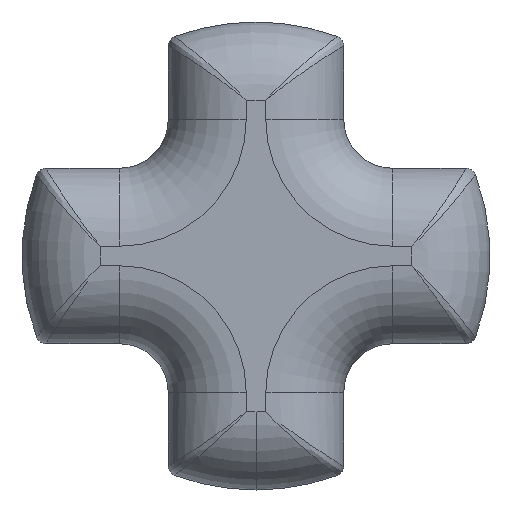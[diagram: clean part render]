
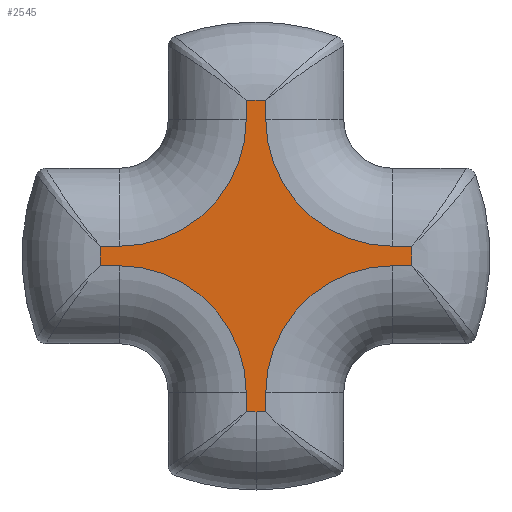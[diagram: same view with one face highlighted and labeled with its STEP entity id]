
A CAD part, left-side view. The second image highlights one B-rep face of the part: STEP entity #2545.
In plain terms, the highlighted planar face has unit normal (-1, 0, 0).
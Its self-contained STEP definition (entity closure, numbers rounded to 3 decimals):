
#25 = EDGE_CURVE ( 'NONE', #2501, #2135, #524, .T. ) ;
#55 = EDGE_CURVE ( 'NONE', #821, #960, #442, .T. ) ;
#116 = CARTESIAN_POINT ( 'NONE',  ( 0., -0.1, 1.597 ) ) ;
#121 = CARTESIAN_POINT ( 'NONE',  ( 0., 1.597, 0.1 ) ) ;
#132 = EDGE_CURVE ( 'NONE', #960, #1129, #861, .T. ) ;
#136 = DIRECTION ( 'NONE',  ( 0., 0., -1. ) ) ;
#146 = EDGE_CURVE ( 'NONE', #2406, #2071, #1902, .T. ) ;
#150 = ORIENTED_EDGE ( 'NONE', *, *, #25, .T. ) ;
#167 = DIRECTION ( 'NONE',  ( -1., 0., 0. ) ) ;
#168 = EDGE_CURVE ( 'NONE', #1489, #2445, #1032, .T. ) ;
#185 = DIRECTION ( 'NONE',  ( 0., 1., 0. ) ) ;
#187 = CARTESIAN_POINT ( 'NONE',  ( 0., 0.1, 1.597 ) ) ;
#218 = CARTESIAN_POINT ( 'NONE',  ( 0., 0., 0. ) ) ;
#263 = ORIENTED_EDGE ( 'NONE', *, *, #2114, .T. ) ;
#277 = DIRECTION ( 'NONE',  ( 0., 1., 0. ) ) ;
#295 = EDGE_CURVE ( 'NONE', #1641, #821, #594, .T. ) ;
#321 = CARTESIAN_POINT ( 'NONE',  ( 0., -1.597, -0.1 ) ) ;
#328 = EDGE_CURVE ( 'NONE', #2445, #2501, #2535, .T. ) ;
#332 = CARTESIAN_POINT ( 'NONE',  ( 0., -0.1, 1.4 ) ) ;
#333 = LINE ( 'NONE', #2121, #787 ) ;
#351 = CIRCLE ( 'NONE', #2264, 1.6 ) ;
#354 = LINE ( 'NONE', #462, #2352 ) ;
#363 = ORIENTED_EDGE ( 'NONE', *, *, #146, .T. ) ;
#442 = LINE ( 'NONE', #819, #1431 ) ;
#462 = CARTESIAN_POINT ( 'NONE',  ( 0., 0., 0.1 ) ) ;
#475 = ORIENTED_EDGE ( 'NONE', *, *, #1341, .T. ) ;
#476 = CARTESIAN_POINT ( 'NONE',  ( 0., -0.1, -1.597 ) ) ;
#524 = CIRCLE ( 'NONE', #2523, 1.3 ) ;
#558 = ORIENTED_EDGE ( 'NONE', *, *, #132, .T. ) ;
#575 = CARTESIAN_POINT ( 'NONE',  ( 0., -1.4, 0.1 ) ) ;
#576 = EDGE_CURVE ( 'NONE', #1941, #1922, #1780, .T. ) ;
#594 = CIRCLE ( 'NONE', #1750, 1.3 ) ;
#602 = DIRECTION ( 'NONE',  ( 1., 0., 0. ) ) ;
#621 = VECTOR ( 'NONE', #2354, 1000. ) ;
#636 = DIRECTION ( 'NONE',  ( 0., 0., 1. ) ) ;
#662 = ORIENTED_EDGE ( 'NONE', *, *, #1539, .T. ) ;
#663 = DIRECTION ( 'NONE',  ( -1., 0., 0. ) ) ;
#664 = DIRECTION ( 'NONE',  ( 1., 0., 0. ) ) ;
#668 = VECTOR ( 'NONE', #2247, 1000. ) ;
#673 = DIRECTION ( 'NONE',  ( -1., 0., 0. ) ) ;
#685 = ORIENTED_EDGE ( 'NONE', *, *, #852, .T. ) ;
#706 = CARTESIAN_POINT ( 'NONE',  ( 0., 1.597, -0.1 ) ) ;
#766 = CIRCLE ( 'NONE', #2486, 1.6 ) ;
#787 = VECTOR ( 'NONE', #2336, 1000. ) ;
#805 = VERTEX_POINT ( 'NONE', #2443 ) ;
#807 = CARTESIAN_POINT ( 'NONE',  ( 0., 0.1, 1.4 ) ) ;
#819 = CARTESIAN_POINT ( 'NONE',  ( 0., 0., -0.1 ) ) ;
#821 = VERTEX_POINT ( 'NONE', #1827 ) ;
#829 = DIRECTION ( 'NONE',  ( 0., 0., -1. ) ) ;
#852 = EDGE_CURVE ( 'NONE', #1922, #1724, #1187, .T. ) ;
#861 = CIRCLE ( 'NONE', #2245, 1.6 ) ;
#862 = DIRECTION ( 'NONE',  ( 0., 0., -1. ) ) ;
#870 = CARTESIAN_POINT ( 'NONE',  ( 0., 0., 0. ) ) ;
#906 = CARTESIAN_POINT ( 'NONE',  ( 0., 0.1, 0. ) ) ;
#910 = ORIENTED_EDGE ( 'NONE', *, *, #295, .T. ) ;
#930 = ORIENTED_EDGE ( 'NONE', *, *, #576, .T. ) ;
#960 = VERTEX_POINT ( 'NONE', #321 ) ;
#1002 = CARTESIAN_POINT ( 'NONE',  ( 0., 0., -0.1 ) ) ;
#1009 = AXIS2_PLACEMENT_3D ( 'NONE', #2485, #1336, #136 ) ;
#1032 = CIRCLE ( 'NONE', #2118, 1.6 ) ;
#1055 = CARTESIAN_POINT ( 'NONE',  ( 0., -0.1, -1.4 ) ) ;
#1063 = CARTESIAN_POINT ( 'NONE',  ( 0., -1.4, 1.4 ) ) ;
#1065 = DIRECTION ( 'NONE',  ( 0., 0., -1. ) ) ;
#1094 = ORIENTED_EDGE ( 'NONE', *, *, #328, .T. ) ;
#1109 = ORIENTED_EDGE ( 'NONE', *, *, #1248, .T. ) ;
#1129 = VERTEX_POINT ( 'NONE', #1418 ) ;
#1143 = ORIENTED_EDGE ( 'NONE', *, *, #168, .T. ) ;
#1148 = DIRECTION ( 'NONE',  ( -1., 0., 0. ) ) ;
#1187 = LINE ( 'NONE', #906, #668 ) ;
#1217 = VERTEX_POINT ( 'NONE', #476 ) ;
#1248 = EDGE_CURVE ( 'NONE', #2003, #1941, #2108, .T. ) ;
#1266 = DIRECTION ( 'NONE',  ( 0., 0., -1. ) ) ;
#1336 = DIRECTION ( 'NONE',  ( 1., 0., 0. ) ) ;
#1337 = CARTESIAN_POINT ( 'NONE',  ( 0., 1.4, 0.1 ) ) ;
#1341 = EDGE_CURVE ( 'NONE', #1217, #1641, #2064, .T. ) ;
#1361 = CARTESIAN_POINT ( 'NONE',  ( 0., 0., 0. ) ) ;
#1418 = CARTESIAN_POINT ( 'NONE',  ( 0., -1.597, 0.1 ) ) ;
#1431 = VECTOR ( 'NONE', #2163, 1000. ) ;
#1460 = ORIENTED_EDGE ( 'NONE', *, *, #1890, .T. ) ;
#1489 = VERTEX_POINT ( 'NONE', #116 ) ;
#1511 = EDGE_CURVE ( 'NONE', #2071, #1489, #333, .T. ) ;
#1539 = EDGE_CURVE ( 'NONE', #1129, #2406, #2290, .T. ) ;
#1550 = ORIENTED_EDGE ( 'NONE', *, *, #1511, .T. ) ;
#1560 = VECTOR ( 'NONE', #636, 1000. ) ;
#1561 = DIRECTION ( 'NONE',  ( 0., 0., -1. ) ) ;
#1564 = AXIS2_PLACEMENT_3D ( 'NONE', #218, #1976, #829 ) ;
#1576 = VECTOR ( 'NONE', #185, 1000. ) ;
#1641 = VERTEX_POINT ( 'NONE', #1055 ) ;
#1724 = VERTEX_POINT ( 'NONE', #2408 ) ;
#1743 = EDGE_CURVE ( 'NONE', #2135, #2039, #354, .T. ) ;
#1750 = AXIS2_PLACEMENT_3D ( 'NONE', #1833, #664, #2015 ) ;
#1772 = CARTESIAN_POINT ( 'NONE',  ( 0., 1.4, 1.4 ) ) ;
#1780 = CIRCLE ( 'NONE', #1009, 1.3 ) ;
#1827 = CARTESIAN_POINT ( 'NONE',  ( 0., -1.4, -0.1 ) ) ;
#1829 = CARTESIAN_POINT ( 'NONE',  ( 0., 0., 0. ) ) ;
#1831 = CARTESIAN_POINT ( 'NONE',  ( 0., 0.1, -1.4 ) ) ;
#1833 = CARTESIAN_POINT ( 'NONE',  ( 0., -1.4, -1.4 ) ) ;
#1841 = CARTESIAN_POINT ( 'NONE',  ( 0., 0., 0. ) ) ;
#1890 = EDGE_CURVE ( 'NONE', #805, #1217, #766, .T. ) ;
#1902 = CIRCLE ( 'NONE', #2162, 1.3 ) ;
#1922 = VERTEX_POINT ( 'NONE', #1831 ) ;
#1941 = VERTEX_POINT ( 'NONE', #2401 ) ;
#1961 = DIRECTION ( 'NONE',  ( 0., 0., -1. ) ) ;
#1971 = FACE_OUTER_BOUND ( 'NONE', #1981, .T. ) ;
#1972 = CARTESIAN_POINT ( 'NONE',  ( 0., -0.1, 0. ) ) ;
#1976 = DIRECTION ( 'NONE',  ( 1., 0., 0. ) ) ;
#1981 = EDGE_LOOP ( 'NONE', ( #475, #910, #2142, #558, #662, #363, #1550, #1143, #1094, #150, #2159, #2225, #1109, #930, #685, #263, #1460 ) ) ;
#2003 = VERTEX_POINT ( 'NONE', #706 ) ;
#2011 = DIRECTION ( 'NONE',  ( 0., 0., -1. ) ) ;
#2015 = DIRECTION ( 'NONE',  ( 0., 0., -1. ) ) ;
#2021 = DIRECTION ( 'NONE',  ( 0., 0., -1. ) ) ;
#2033 = VECTOR ( 'NONE', #862, 1000. ) ;
#2039 = VERTEX_POINT ( 'NONE', #121 ) ;
#2064 = LINE ( 'NONE', #1972, #1560 ) ;
#2071 = VERTEX_POINT ( 'NONE', #332 ) ;
#2108 = LINE ( 'NONE', #1002, #621 ) ;
#2114 = EDGE_CURVE ( 'NONE', #1724, #805, #2284, .T. ) ;
#2118 = AXIS2_PLACEMENT_3D ( 'NONE', #1841, #673, #2021 ) ;
#2121 = CARTESIAN_POINT ( 'NONE',  ( 0., -0.1, 0. ) ) ;
#2135 = VERTEX_POINT ( 'NONE', #1337 ) ;
#2142 = ORIENTED_EDGE ( 'NONE', *, *, #55, .T. ) ;
#2159 = ORIENTED_EDGE ( 'NONE', *, *, #1743, .T. ) ;
#2162 = AXIS2_PLACEMENT_3D ( 'NONE', #1063, #2410, #1266 ) ;
#2163 = DIRECTION ( 'NONE',  ( 0., -1., 0. ) ) ;
#2208 = DIRECTION ( 'NONE',  ( -1., 0., 0. ) ) ;
#2225 = ORIENTED_EDGE ( 'NONE', *, *, #2324, .T. ) ;
#2245 = AXIS2_PLACEMENT_3D ( 'NONE', #1829, #663, #2011 ) ;
#2247 = DIRECTION ( 'NONE',  ( 0., 0., -1. ) ) ;
#2264 = AXIS2_PLACEMENT_3D ( 'NONE', #1361, #167, #1561 ) ;
#2284 = CIRCLE ( 'NONE', #2308, 1.6 ) ;
#2290 = LINE ( 'NONE', #2524, #1576 ) ;
#2297 = CARTESIAN_POINT ( 'NONE',  ( 0., 0., 0. ) ) ;
#2308 = AXIS2_PLACEMENT_3D ( 'NONE', #2297, #1148, #2488 ) ;
#2324 = EDGE_CURVE ( 'NONE', #2039, #2003, #351, .T. ) ;
#2336 = DIRECTION ( 'NONE',  ( 0., 0., 1. ) ) ;
#2352 = VECTOR ( 'NONE', #277, 1000. ) ;
#2354 = DIRECTION ( 'NONE',  ( 0., -1., 0. ) ) ;
#2401 = CARTESIAN_POINT ( 'NONE',  ( 0., 1.4, -0.1 ) ) ;
#2403 = CARTESIAN_POINT ( 'NONE',  ( 0., 0.1, 0. ) ) ;
#2406 = VERTEX_POINT ( 'NONE', #575 ) ;
#2408 = CARTESIAN_POINT ( 'NONE',  ( 0., 0.1, -1.597 ) ) ;
#2410 = DIRECTION ( 'NONE',  ( 1., 0., 0. ) ) ;
#2443 = CARTESIAN_POINT ( 'NONE',  ( 0., 0., -1.6 ) ) ;
#2445 = VERTEX_POINT ( 'NONE', #187 ) ;
#2485 = CARTESIAN_POINT ( 'NONE',  ( 0., 1.4, -1.4 ) ) ;
#2486 = AXIS2_PLACEMENT_3D ( 'NONE', #870, #2208, #1065 ) ;
#2488 = DIRECTION ( 'NONE',  ( 0., 0., -1. ) ) ;
#2501 = VERTEX_POINT ( 'NONE', #807 ) ;
#2523 = AXIS2_PLACEMENT_3D ( 'NONE', #1772, #602, #1961 ) ;
#2524 = CARTESIAN_POINT ( 'NONE',  ( 0., 0., 0.1 ) ) ;
#2535 = LINE ( 'NONE', #2403, #2033 ) ;
#2545 = ADVANCED_FACE ( 'NONE', ( #1971 ), #2546, .F. ) ;
#2546 = PLANE ( 'NONE',  #1564 ) ;
